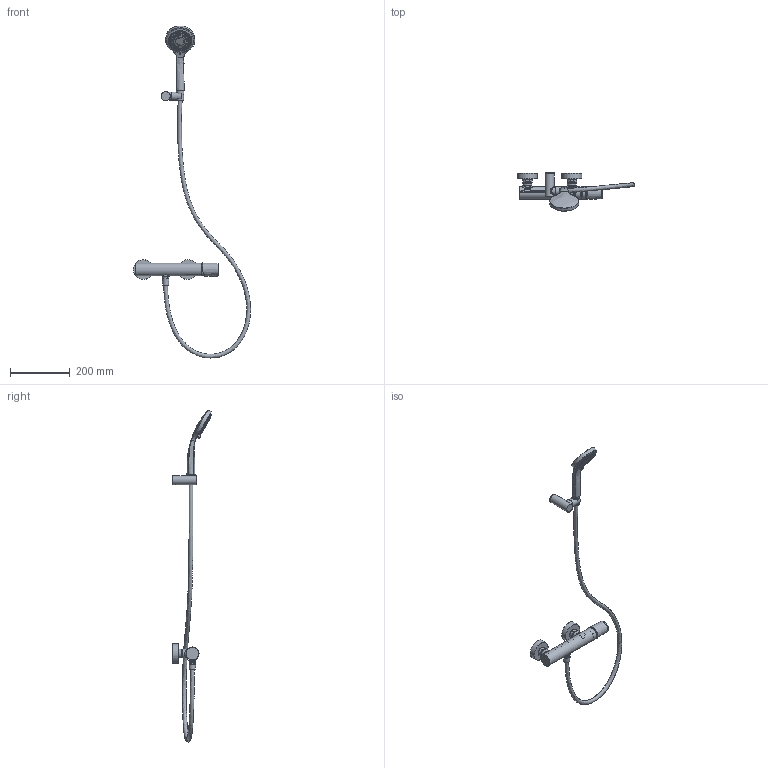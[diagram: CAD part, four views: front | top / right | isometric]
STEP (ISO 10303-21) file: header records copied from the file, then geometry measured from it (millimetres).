
FILE_DESCRIPTION (( 'STEP AP203' ), '1' );
FILE_NAME ('34CP03670.STEP', '2021-01-04T11:35:28', ( '' ), ( '' ), 'SwSTEP 2.0', 'SolidWorks 2018', '' );
FILE_SCHEMA (( 'CONFIG_CONTROL_DESIGN' ));
Products named in the file (1): 34CP03670
Bounding box: 392.12 x 129.14 x 1111.61 mm (x, y, z)
Volume: 590928.8 mm3; surface area: 258878.6 mm2
Topology: 17 solids, 17 shells, 785 faces, 1741 edges, 1108 vertices
Faces by surface type: plane 273, cylinder 242, bspline 113, torus 97, cone 58, sphere 2
Full cylindrical faces by diameter (mm): 2 x9, 2.3 x1, 4 x72, 4.2 x1, 5 x2, 5.1 x2, 5.5 x1, 6 x1, 6.2 x1, 6.8 x2, 8 x3, 8.9 x1, 9.5 x1, 10 x1, 10.4 x2, 10.5 x1, 11 x1, 12.6 x1, 12.8 x1, 13 x2, 13.4 x1, 13.6 x1, 14 x1, 15 x2, 16 x2, 16.5 x3, 17.7 x1, 18 x2, 18.1 x1, 18.3 x3
Entity records: 39156 total; most frequent: CARTESIAN_POINT 24993, ORIENTED_EDGE 2588, DIRECTION 2540, EDGE_CURVE 1294, EDGE_LOOP 1260, AXIS2_PLACEMENT_3D 1133, FACE_OUTER_BOUND 1047, VERTEX_POINT 982
